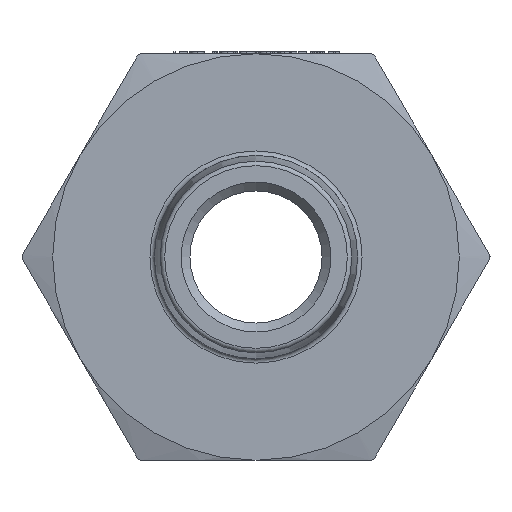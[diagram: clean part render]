
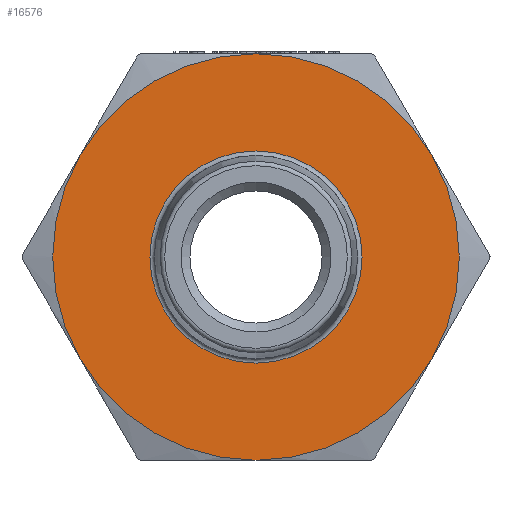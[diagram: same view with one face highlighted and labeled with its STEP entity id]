
A CAD part, left-side view. The second image highlights one B-rep face of the part: STEP entity #16576.
In plain terms, the highlighted planar face has unit normal (-1, 0, 0).
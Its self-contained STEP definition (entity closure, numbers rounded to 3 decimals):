
#67 = CARTESIAN_POINT ( 'NONE',  ( -4.25, 0., 10. ) ) ;
#1859 = AXIS2_PLACEMENT_3D ( 'NONE', #6488, #7610, #6033 ) ;
#1900 = AXIS2_PLACEMENT_3D ( 'NONE', #7450, #7090, #6351 ) ;
#2416 = CARTESIAN_POINT ( 'NONE',  ( -4.25, 8.66, -5. ) ) ;
#2533 = CARTESIAN_POINT ( 'NONE',  ( -4.25, -8.66, 5. ) ) ;
#2605 = DIRECTION ( 'NONE',  ( 0., 0., 1. ) ) ;
#2608 = DIRECTION ( 'NONE',  ( -1., 0., 0. ) ) ;
#2735 = CARTESIAN_POINT ( 'NONE',  ( -4.25, -8.66, -5. ) ) ;
#2751 = CARTESIAN_POINT ( 'NONE',  ( -4.25, 8.66, 5. ) ) ;
#2801 = CARTESIAN_POINT ( 'NONE',  ( -4.25, 0., 0. ) ) ;
#3468 = EDGE_LOOP ( 'NONE', ( #13991, #13833, #13960, #13946, #13929, #13825 ) ) ;
#3618 = EDGE_LOOP ( 'NONE', ( #14027 ) ) ;
#4442 = CARTESIAN_POINT ( 'NONE',  ( -4.25, 0., -5.219 ) ) ;
#4832 = AXIS2_PLACEMENT_3D ( 'NONE', #6281, #6635, #7006 ) ;
#4897 = EDGE_CURVE ( 'NONE', #5715, #5634, #10722, .T. ) ;
#4931 = EDGE_CURVE ( 'NONE', #7245, #5620, #11342, .T. ) ;
#4976 = EDGE_CURVE ( 'NONE', #7807, #7807, #16359, .T. ) ;
#4981 = EDGE_CURVE ( 'NONE', #5747, #5715, #16346, .T. ) ;
#5274 = AXIS2_PLACEMENT_3D ( 'NONE', #6116, #6000, #6035 ) ;
#5365 = EDGE_CURVE ( 'NONE', #5634, #7245, #14547, .T. ) ;
#5439 = EDGE_CURVE ( 'NONE', #5620, #5828, #14701, .T. ) ;
#5570 = EDGE_CURVE ( 'NONE', #5828, #5747, #12268, .T. ) ;
#5620 = VERTEX_POINT ( 'NONE', #2751 ) ;
#5634 = VERTEX_POINT ( 'NONE', #2533 ) ;
#5715 = VERTEX_POINT ( 'NONE', #2735 ) ;
#5747 = VERTEX_POINT ( 'NONE', #13379 ) ;
#5828 = VERTEX_POINT ( 'NONE', #2416 ) ;
#5979 = AXIS2_PLACEMENT_3D ( 'NONE', #2801, #2608, #2605 ) ;
#6000 = DIRECTION ( 'NONE',  ( -1., 0., 0. ) ) ;
#6033 = DIRECTION ( 'NONE',  ( 0., 0., 1. ) ) ;
#6035 = DIRECTION ( 'NONE',  ( 0., 0., 1. ) ) ;
#6116 = CARTESIAN_POINT ( 'NONE',  ( -4.25, 0., 0. ) ) ;
#6281 = CARTESIAN_POINT ( 'NONE',  ( -4.25, 0., 0. ) ) ;
#6351 = DIRECTION ( 'NONE',  ( 0., 0., -1. ) ) ;
#6488 = CARTESIAN_POINT ( 'NONE',  ( -4.25, 0., 0. ) ) ;
#6635 = DIRECTION ( 'NONE',  ( -1., 0., 0. ) ) ;
#7006 = DIRECTION ( 'NONE',  ( 0., 0., 1. ) ) ;
#7090 = DIRECTION ( 'NONE',  ( -1., 0., 0. ) ) ;
#7245 = VERTEX_POINT ( 'NONE', #67 ) ;
#7450 = CARTESIAN_POINT ( 'NONE',  ( -4.25, 0., 0. ) ) ;
#7610 = DIRECTION ( 'NONE',  ( -1., 0., 0. ) ) ;
#7807 = VERTEX_POINT ( 'NONE', #4442 ) ;
#7877 = FACE_OUTER_BOUND ( 'NONE', #3468, .T. ) ;
#7900 = FACE_BOUND ( 'NONE', #3618, .T. ) ;
#9814 = DIRECTION ( 'NONE',  ( 0., 0., 1. ) ) ;
#9815 = DIRECTION ( 'NONE',  ( -1., 0., 0. ) ) ;
#9816 = CARTESIAN_POINT ( 'NONE',  ( -4.25, 0., 0. ) ) ;
#10722 = CIRCLE ( 'NONE', #5274, 10. ) ;
#11183 = AXIS2_PLACEMENT_3D ( 'NONE', #9816, #9815, #9814 ) ;
#11227 = AXIS2_PLACEMENT_3D ( 'NONE', #14756, #15114, #15374 ) ;
#11288 = AXIS2_PLACEMENT_3D ( 'NONE', #11812, #12097, #12413 ) ;
#11342 = CIRCLE ( 'NONE', #4832, 10. ) ;
#11812 = CARTESIAN_POINT ( 'NONE',  ( -4.25, 0., 0. ) ) ;
#12097 = DIRECTION ( 'NONE',  ( -1., 0., 0. ) ) ;
#12268 = CIRCLE ( 'NONE', #5979, 10. ) ;
#12413 = DIRECTION ( 'NONE',  ( 0., 0., 1. ) ) ;
#13379 = CARTESIAN_POINT ( 'NONE',  ( -4.25, 0., -10. ) ) ;
#13825 = ORIENTED_EDGE ( 'NONE', *, *, #5570, .T. ) ;
#13833 = ORIENTED_EDGE ( 'NONE', *, *, #4897, .T. ) ;
#13929 = ORIENTED_EDGE ( 'NONE', *, *, #5439, .T. ) ;
#13946 = ORIENTED_EDGE ( 'NONE', *, *, #4931, .T. ) ;
#13960 = ORIENTED_EDGE ( 'NONE', *, *, #5365, .T. ) ;
#13991 = ORIENTED_EDGE ( 'NONE', *, *, #4981, .T. ) ;
#14027 = ORIENTED_EDGE ( 'NONE', *, *, #4976, .F. ) ;
#14547 = CIRCLE ( 'NONE', #11288, 10. ) ;
#14701 = CIRCLE ( 'NONE', #11183, 10. ) ;
#14756 = CARTESIAN_POINT ( 'NONE',  ( -4.25, 0., 0. ) ) ;
#14777 = PLANE ( 'NONE',  #11227 ) ;
#15114 = DIRECTION ( 'NONE',  ( 1., 0., 0. ) ) ;
#15374 = DIRECTION ( 'NONE',  ( 0., 0., -1. ) ) ;
#16346 = CIRCLE ( 'NONE', #1859, 10. ) ;
#16359 = CIRCLE ( 'NONE', #1900, 5.219 ) ;
#16576 = ADVANCED_FACE ( 'NONE', ( #7877, #7900 ), #14777, .F. ) ;
